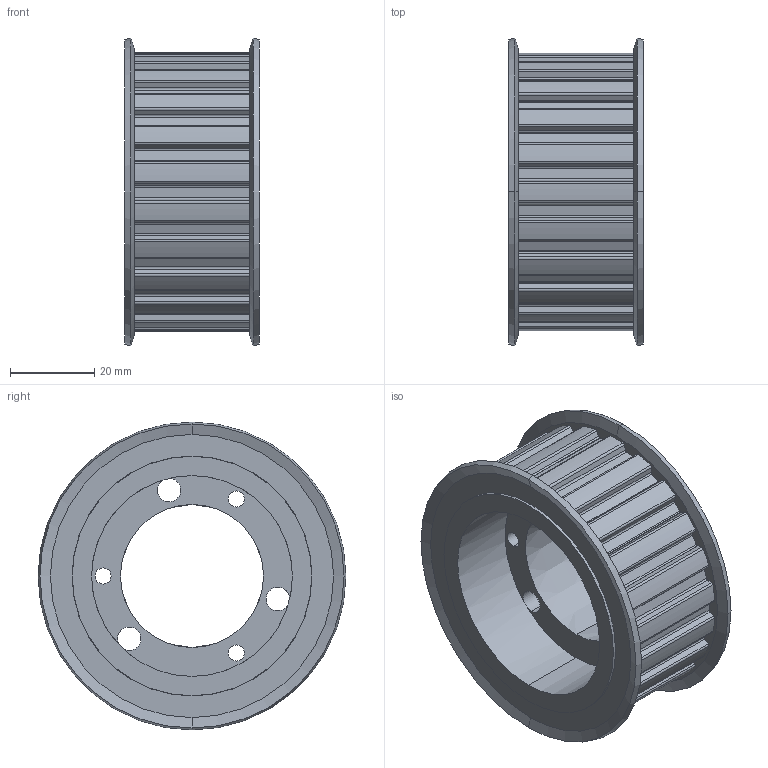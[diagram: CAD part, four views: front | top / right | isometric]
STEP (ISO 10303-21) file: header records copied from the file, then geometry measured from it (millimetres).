
FILE_DESCRIPTION (( 'STEP AP214' ), '1' );
FILE_NAME ('SQD22L100AF-JA.step', '2019-07-30T16:47:10', ( '' ), ( '' ), 'SwSTEP 2.0', 'SolidWorks 2018', '' );
FILE_SCHEMA (( 'AUTOMOTIVE_DESIGN' ));
Length unit declared in the file: inch
Products named in the file (1): SQD22L100AF-JA
Bounding box: 31.88 x 73.03 x 73.03 mm (x, y, z)
Volume: 60288.8 mm3; surface area: 22665.8 mm2
Topology: 1 solids, 1 shells, 241 faces, 691 edges, 456 vertices
Faces by surface type: cylinder 149, plane 78, cone 14
Entity records: 8598 total; most frequent: DIRECTION 1505, CARTESIAN_POINT 1389, ORIENTED_EDGE 1382, EDGE_CURVE 691, AXIS2_PLACEMENT_3D 572, VERTEX_POINT 456, LINE 361, VECTOR 361
